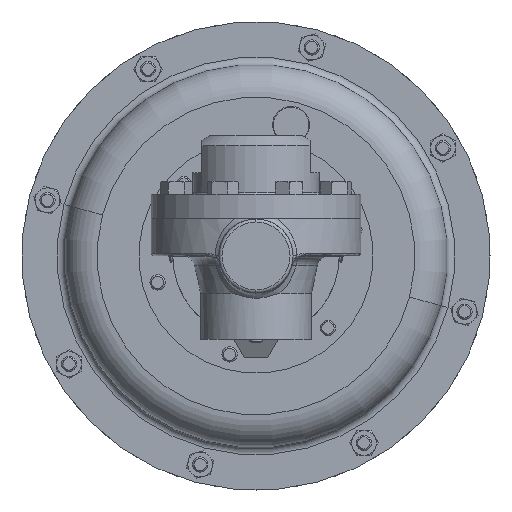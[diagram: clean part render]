
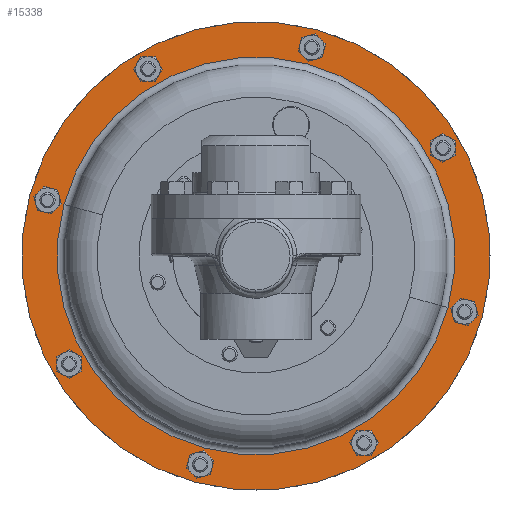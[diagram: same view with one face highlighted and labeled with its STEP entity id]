
A CAD part, front view. The second image highlights one B-rep face of the part: STEP entity #15338.
In plain terms, the highlighted planar face has unit normal (0, -1, 0).
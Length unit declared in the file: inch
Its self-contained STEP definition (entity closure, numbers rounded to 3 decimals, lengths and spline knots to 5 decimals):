
#868 = AXIS2_PLACEMENT_3D ( 'NONE', #10918, #10679, #12666 ) ;
#3344 = AXIS2_PLACEMENT_3D ( 'NONE', #24868, #22855, #22332 ) ;
#4862 = EDGE_LOOP ( 'NONE', ( #15807, #13408 ) ) ;
#6964 = CARTESIAN_POINT ( 'NONE',  ( 0., 7.7225, 0. ) ) ;
#7673 = ORIENTED_EDGE ( 'NONE', *, *, #9138, .T. ) ;
#8979 = DIRECTION ( 'NONE',  ( -0.966, 0., 0.259 ) ) ;
#9138 = EDGE_CURVE ( 'NONE', #12845, #20518, #10831, .T. ) ;
#9401 = FACE_BOUND ( 'NONE', #24999, .T. ) ;
#9592 = EDGE_CURVE ( 'NONE', #18023, #12280, #23489, .T. ) ;
#10679 = DIRECTION ( 'NONE',  ( 0., 1., 0. ) ) ;
#10723 = CARTESIAN_POINT ( 'NONE',  ( 4.58815, 7.7225, -1.22939 ) ) ;
#10831 = CIRCLE ( 'NONE', #868, 4.029 ) ;
#10894 = CARTESIAN_POINT ( 'NONE',  ( -3.89172, 7.7225, 1.04278 ) ) ;
#10918 = CARTESIAN_POINT ( 'NONE',  ( 0., 7.7225, 0. ) ) ;
#11900 = CARTESIAN_POINT ( 'NONE',  ( 3.89172, 7.7225, -1.04278 ) ) ;
#12280 = VERTEX_POINT ( 'NONE', #16769 ) ;
#12666 = DIRECTION ( 'NONE',  ( -0.966, 0., 0.259 ) ) ;
#12845 = VERTEX_POINT ( 'NONE', #11900 ) ;
#13408 = ORIENTED_EDGE ( 'NONE', *, *, #9592, .F. ) ;
#14172 = CARTESIAN_POINT ( 'NONE',  ( 0., 7.7225, 0. ) ) ;
#14439 = EDGE_CURVE ( 'NONE', #20518, #12845, #17859, .T. ) ;
#15338 = ADVANCED_FACE ( 'NONE', ( #9401, #20062 ), #21241, .T. ) ;
#15807 = ORIENTED_EDGE ( 'NONE', *, *, #18037, .F. ) ;
#16769 = CARTESIAN_POINT ( 'NONE',  ( -4.58815, 7.7225, 1.22939 ) ) ;
#17859 = CIRCLE ( 'NONE', #24702, 4.029 ) ;
#18023 = VERTEX_POINT ( 'NONE', #10723 ) ;
#18037 = EDGE_CURVE ( 'NONE', #12280, #18023, #21162, .T. ) ;
#18587 = DIRECTION ( 'NONE',  ( 0., 1., 0. ) ) ;
#18624 = CARTESIAN_POINT ( 'NONE',  ( 0., 7.7225, 0. ) ) ;
#19506 = DIRECTION ( 'NONE',  ( -0.966, 0., 0.259 ) ) ;
#20062 = FACE_OUTER_BOUND ( 'NONE', #4862, .T. ) ;
#20518 = VERTEX_POINT ( 'NONE', #10894 ) ;
#20777 = ORIENTED_EDGE ( 'NONE', *, *, #14439, .T. ) ;
#21023 = DIRECTION ( 'NONE',  ( 0., 1., 0. ) ) ;
#21162 = CIRCLE ( 'NONE', #21489, 4.75 ) ;
#21241 = PLANE ( 'NONE',  #3344 ) ;
#21489 = AXIS2_PLACEMENT_3D ( 'NONE', #6964, #21023, #8979 ) ;
#21905 = AXIS2_PLACEMENT_3D ( 'NONE', #18624, #18587, #19506 ) ;
#22151 = DIRECTION ( 'NONE',  ( 0., 1., 0. ) ) ;
#22332 = DIRECTION ( 'NONE',  ( 0.966, 0., -0.259 ) ) ;
#22855 = DIRECTION ( 'NONE',  ( 0., -1., 0. ) ) ;
#23489 = CIRCLE ( 'NONE', #21905, 4.75 ) ;
#24160 = DIRECTION ( 'NONE',  ( -0.966, 0., 0.259 ) ) ;
#24702 = AXIS2_PLACEMENT_3D ( 'NONE', #14172, #22151, #24160 ) ;
#24868 = CARTESIAN_POINT ( 'NONE',  ( 1.22939, 7.7225, 4.58815 ) ) ;
#24999 = EDGE_LOOP ( 'NONE', ( #20777, #7673 ) ) ;
